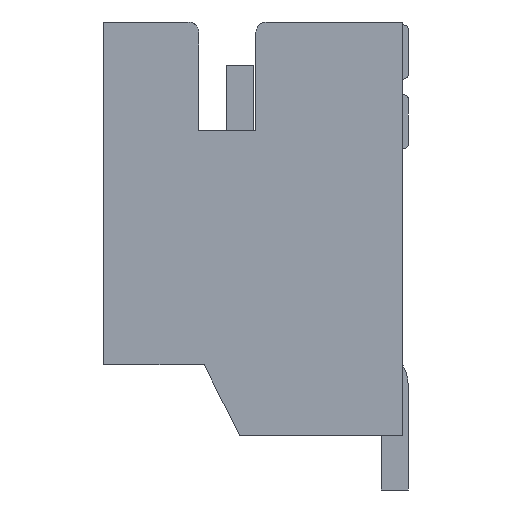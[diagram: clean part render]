
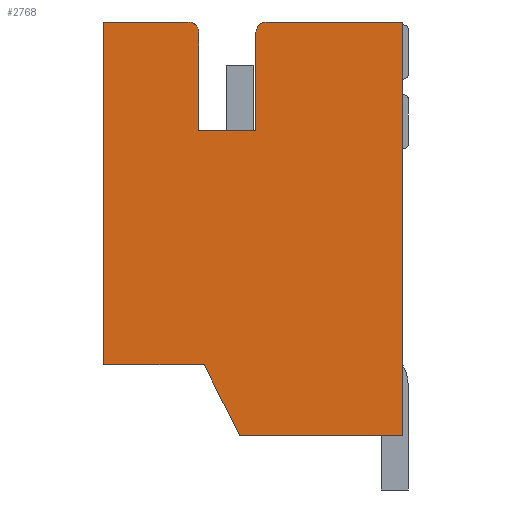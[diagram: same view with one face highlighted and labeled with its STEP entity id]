
A CAD part, left-side view. The second image highlights one B-rep face of the part: STEP entity #2768.
In plain terms, the highlighted planar face has unit normal (-1, 0, 0).
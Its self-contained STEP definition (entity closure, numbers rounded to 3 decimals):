
#584=DIRECTION('',(0.,0.,-1.));
#585=VECTOR('',#584,6.3);
#586=CARTESIAN_POINT('',(-4.7,2.75,0.));
#587=LINE('',#586,#585);
#588=DIRECTION('',(0.,1.,0.));
#589=VECTOR('',#588,1.55);
#590=CARTESIAN_POINT('',(-4.7,1.2,0.));
#591=LINE('',#590,#589);
#592=CARTESIAN_POINT('',(-4.7,1.2,-0.2));
#593=DIRECTION('',(-1.,0.,0.));
#594=DIRECTION('',(0.,-1.,0.));
#595=AXIS2_PLACEMENT_3D('',#592,#593,#594);
#597=DIRECTION('',(0.,0.,1.));
#598=VECTOR('',#597,1.8);
#599=CARTESIAN_POINT('',(-4.7,1.,-2.));
#600=LINE('',#599,#598);
#601=DIRECTION('',(0.,1.,0.));
#602=VECTOR('',#601,1.05);
#603=CARTESIAN_POINT('',(-4.7,-0.05,-2.));
#604=LINE('',#603,#602);
#605=DIRECTION('',(0.,0.,-1.));
#606=VECTOR('',#605,1.8);
#607=CARTESIAN_POINT('',(-4.7,-0.05,-0.2));
#608=LINE('',#607,#606);
#609=CARTESIAN_POINT('',(-4.7,-0.25,-0.2));
#610=DIRECTION('',(-1.,0.,0.));
#611=DIRECTION('',(0.,0.,1.));
#612=AXIS2_PLACEMENT_3D('',#609,#610,#611);
#614=DIRECTION('',(0.,1.,0.));
#615=VECTOR('',#614,2.5);
#616=CARTESIAN_POINT('',(-4.7,-2.75,0.));
#617=LINE('',#616,#615);
#618=DIRECTION('',(0.,0.,1.));
#619=VECTOR('',#618,7.6);
#620=CARTESIAN_POINT('',(-4.7,-2.75,-7.6));
#621=LINE('',#620,#619);
#622=DIRECTION('',(0.,-1.,0.));
#623=VECTOR('',#622,3.);
#624=CARTESIAN_POINT('',(-4.7,0.25,-7.6));
#625=LINE('',#624,#623);
#626=DIRECTION('',(0.,-0.447,-0.894));
#627=VECTOR('',#626,1.453);
#628=CARTESIAN_POINT('',(-4.7,0.9,-6.3));
#629=LINE('',#628,#627);
#630=DIRECTION('',(0.,-1.,0.));
#631=VECTOR('',#630,1.85);
#632=CARTESIAN_POINT('',(-4.7,2.75,-6.3));
#633=LINE('',#632,#631);
#1694=CARTESIAN_POINT('',(-4.7,2.75,0.));
#1695=CARTESIAN_POINT('',(-4.7,2.75,-6.3));
#1696=VERTEX_POINT('',#1694);
#1697=VERTEX_POINT('',#1695);
#1698=CARTESIAN_POINT('',(-4.7,0.9,-6.3));
#1699=VERTEX_POINT('',#1698);
#1700=CARTESIAN_POINT('',(-4.7,0.25,-7.6));
#1701=VERTEX_POINT('',#1700);
#1702=CARTESIAN_POINT('',(-4.7,-2.75,-7.6));
#1703=VERTEX_POINT('',#1702);
#1704=CARTESIAN_POINT('',(-4.7,-2.75,0.));
#1705=VERTEX_POINT('',#1704);
#1706=CARTESIAN_POINT('',(-4.7,-0.25,0.));
#1707=VERTEX_POINT('',#1706);
#1708=CARTESIAN_POINT('',(-4.7,-0.05,-0.2));
#1709=VERTEX_POINT('',#1708);
#1710=CARTESIAN_POINT('',(-4.7,-0.05,-2.));
#1711=VERTEX_POINT('',#1710);
#1712=CARTESIAN_POINT('',(-4.7,1.,-2.));
#1713=VERTEX_POINT('',#1712);
#1714=CARTESIAN_POINT('',(-4.7,1.,-0.2));
#1715=VERTEX_POINT('',#1714);
#1716=CARTESIAN_POINT('',(-4.7,1.2,0.));
#1717=VERTEX_POINT('',#1716);
#2743=CARTESIAN_POINT('',(-4.7,0.,0.));
#2744=DIRECTION('',(-1.,0.,0.));
#2745=DIRECTION('',(0.,0.,1.));
#2746=AXIS2_PLACEMENT_3D('',#2743,#2744,#2745);
#2747=PLANE('',#2746);
#2748=ORIENTED_EDGE('',*,*,#2216,.F.);
#2749=ORIENTED_EDGE('',*,*,#2639,.F.);
#2750=ORIENTED_EDGE('',*,*,#2737,.F.);
#2751=ORIENTED_EDGE('',*,*,#2696,.F.);
#2752=ORIENTED_EDGE('',*,*,#2352,.F.);
#2753=ORIENTED_EDGE('',*,*,#2335,.F.);
#2755=ORIENTED_EDGE('',*,*,#2754,.F.);
#2757=ORIENTED_EDGE('',*,*,#2756,.F.);
#2759=ORIENTED_EDGE('',*,*,#2758,.F.);
#2761=ORIENTED_EDGE('',*,*,#2760,.F.);
#2763=ORIENTED_EDGE('',*,*,#2762,.F.);
#2765=ORIENTED_EDGE('',*,*,#2764,.F.);
#2766=EDGE_LOOP('',(#2748,#2749,#2750,#2751,#2752,#2753,#2755,#2757,#2759,#2761,
#2763,#2765));
#2767=FACE_OUTER_BOUND('',#2766,.F.);
#2768=ADVANCED_FACE('',(#2767),#2747,.T.);
#596=CIRCLE('',#595,0.2);
#613=CIRCLE('',#612,0.2);
#2216=EDGE_CURVE('',#1696,#1697,#587,.T.);
#2335=EDGE_CURVE('',#1709,#1711,#608,.T.);
#2352=EDGE_CURVE('',#1711,#1713,#604,.T.);
#2639=EDGE_CURVE('',#1717,#1696,#591,.T.);
#2696=EDGE_CURVE('',#1713,#1715,#600,.T.);
#2737=EDGE_CURVE('',#1715,#1717,#596,.T.);
#2754=EDGE_CURVE('',#1707,#1709,#613,.T.);
#2756=EDGE_CURVE('',#1705,#1707,#617,.T.);
#2758=EDGE_CURVE('',#1703,#1705,#621,.T.);
#2760=EDGE_CURVE('',#1701,#1703,#625,.T.);
#2762=EDGE_CURVE('',#1699,#1701,#629,.T.);
#2764=EDGE_CURVE('',#1697,#1699,#633,.T.);
